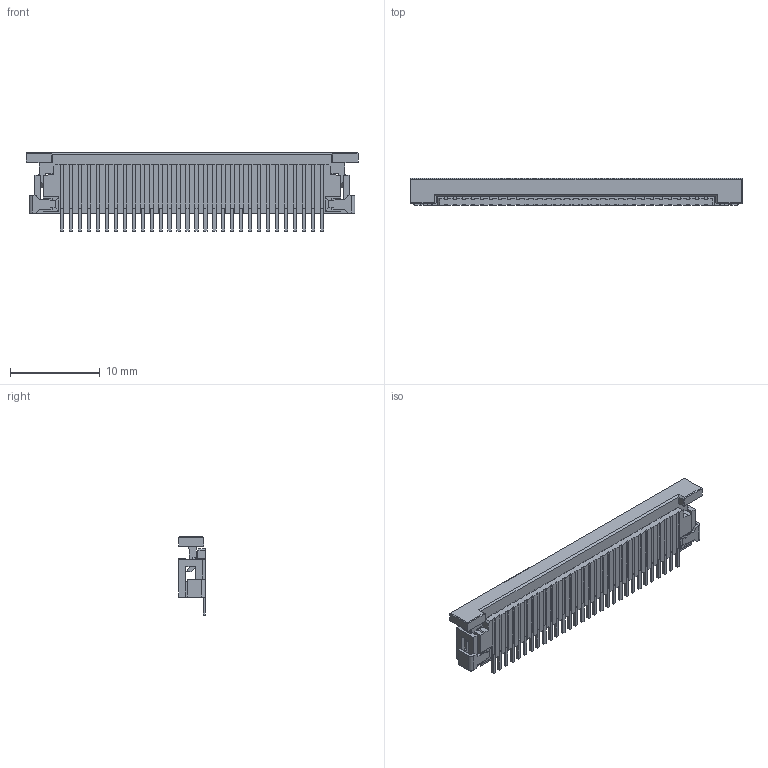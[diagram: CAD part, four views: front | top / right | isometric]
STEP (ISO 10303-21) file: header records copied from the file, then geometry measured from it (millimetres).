
FILE_DESCRIPTION((''),'2;1');
FILE_NAME('522713079','2014-05-29T',('me'),(''),'PRO/ENGINEER BY PARAMETRIC TECHNOLOGY CORPORATION, 2011490','PRO/ENGINEER BY PARAMETRIC TECHNOLOGY CORPORATION, 2011490','');
FILE_SCHEMA(('CONFIG_CONTROL_DESIGN'));
Length unit declared in the file: millimetre
Products named in the file (1): 522713079
Bounding box: 37 x 3 x 8.7 mm (x, y, z)
Volume: 426.5 mm3; surface area: 1719.6 mm2
Topology: 1 solids, 1 shells, 927 faces, 3204 edges, 2150 vertices
Faces by surface type: plane 919, cylinder 8
Entity records: 33989 total; most frequent: CARTESIAN_POINT 6154, ORIENTED_EDGE 6152, DIRECTION 5076, VECTOR 3188, LINE 3188, EDGE_CURVE 3076, VERTEX_POINT 2022, EDGE_LOOP 990
